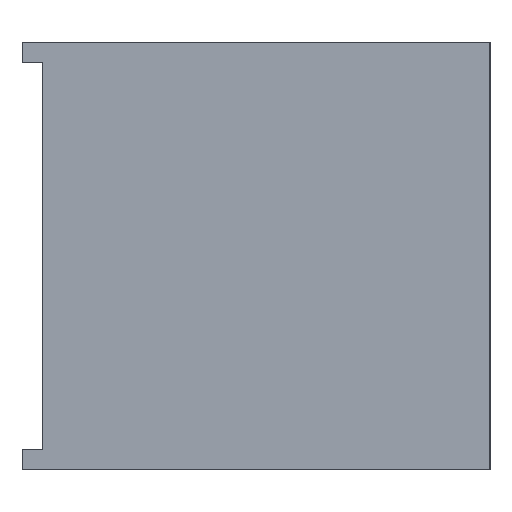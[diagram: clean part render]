
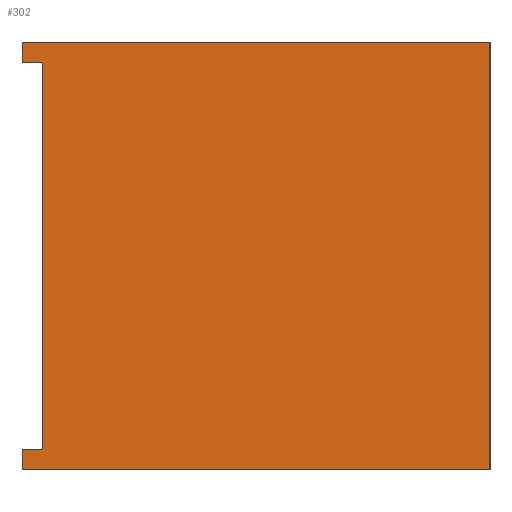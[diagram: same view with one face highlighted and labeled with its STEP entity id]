
A CAD part, left-side view. The second image highlights one B-rep face of the part: STEP entity #302.
In plain terms, the highlighted planar face has unit normal (-1, 0, 0).
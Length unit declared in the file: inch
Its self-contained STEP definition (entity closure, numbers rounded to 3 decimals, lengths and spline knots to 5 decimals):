
#38=FACE_OUTER_BOUND('',#54,.T.);
#54=EDGE_LOOP('',(#255,#256,#257,#258,#259,#260,#261,#262));
#74=LINE('',#455,#108);
#81=LINE('',#468,#115);
#84=LINE('',#481,#118);
#86=LINE('',#485,#120);
#89=LINE('',#490,#123);
#90=LINE('',#493,#124);
#93=LINE('',#498,#127);
#94=LINE('',#500,#128);
#108=VECTOR('',#364,0.3937);
#115=VECTOR('',#373,0.3937);
#118=VECTOR('',#386,0.3937);
#120=VECTOR('',#390,0.3937);
#123=VECTOR('',#395,0.3937);
#124=VECTOR('',#398,0.3937);
#127=VECTOR('',#403,0.3937);
#128=VECTOR('',#406,0.3937);
#141=VERTEX_POINT('',#452);
#142=VERTEX_POINT('',#454);
#147=VERTEX_POINT('',#466);
#152=VERTEX_POINT('',#480);
#153=VERTEX_POINT('',#484);
#154=VERTEX_POINT('',#488);
#155=VERTEX_POINT('',#492);
#156=VERTEX_POINT('',#496);
#170=EDGE_CURVE('',#141,#142,#74,.T.);
#177=EDGE_CURVE('',#147,#141,#81,.T.);
#184=EDGE_CURVE('',#142,#152,#84,.T.);
#186=EDGE_CURVE('',#152,#153,#86,.T.);
#189=EDGE_CURVE('',#154,#147,#89,.T.);
#190=EDGE_CURVE('',#155,#153,#90,.T.);
#193=EDGE_CURVE('',#154,#156,#93,.T.);
#194=EDGE_CURVE('',#156,#155,#94,.T.);
#255=ORIENTED_EDGE('',*,*,#193,.T.);
#256=ORIENTED_EDGE('',*,*,#194,.T.);
#257=ORIENTED_EDGE('',*,*,#190,.T.);
#258=ORIENTED_EDGE('',*,*,#186,.F.);
#259=ORIENTED_EDGE('',*,*,#184,.F.);
#260=ORIENTED_EDGE('',*,*,#170,.F.);
#261=ORIENTED_EDGE('',*,*,#177,.F.);
#262=ORIENTED_EDGE('',*,*,#189,.F.);
#292=PLANE('',#336);
#302=ADVANCED_FACE('',(#38),#292,.F.);
#336=AXIS2_PLACEMENT_3D('',#501,#407,#408);
#364=DIRECTION('',(0.,0.,-1.));
#373=DIRECTION('',(0.,-1.,0.));
#386=DIRECTION('',(0.,1.,0.));
#390=DIRECTION('',(0.,0.,1.));
#395=DIRECTION('',(0.,0.,1.));
#398=DIRECTION('',(0.,1.,0.));
#403=DIRECTION('',(0.,-1.,0.));
#406=DIRECTION('',(0.,0.,-1.));
#407=DIRECTION('center_axis',(1.,0.,0.));
#408=DIRECTION('ref_axis',(0.,0.,-1.));
#452=CARTESIAN_POINT('',(-64.125,-5.75,97.75));
#454=CARTESIAN_POINT('',(-64.125,-5.75,92.5));
#455=CARTESIAN_POINT('',(-64.125,-5.75,49.));
#466=CARTESIAN_POINT('',(-64.125,0.,97.75));
#468=CARTESIAN_POINT('',(-64.125,-3.375,97.75));
#480=CARTESIAN_POINT('',(-64.125,0.,92.5));
#481=CARTESIAN_POINT('',(-64.125,-2.875,92.5));
#484=CARTESIAN_POINT('',(-64.125,0.,92.75));
#485=CARTESIAN_POINT('',(-64.125,0.,49.));
#488=CARTESIAN_POINT('',(-64.125,0.,97.5));
#490=CARTESIAN_POINT('',(-64.125,0.,49.));
#492=CARTESIAN_POINT('',(-64.125,-0.25,92.75));
#493=CARTESIAN_POINT('',(-64.125,-2.875,92.75));
#496=CARTESIAN_POINT('',(-64.125,-0.25,97.5));
#498=CARTESIAN_POINT('',(-64.125,-2.875,97.5));
#500=CARTESIAN_POINT('',(-64.125,-0.25,96.5625));
#501=CARTESIAN_POINT('Origin',(-64.125,-5.75,98.));
